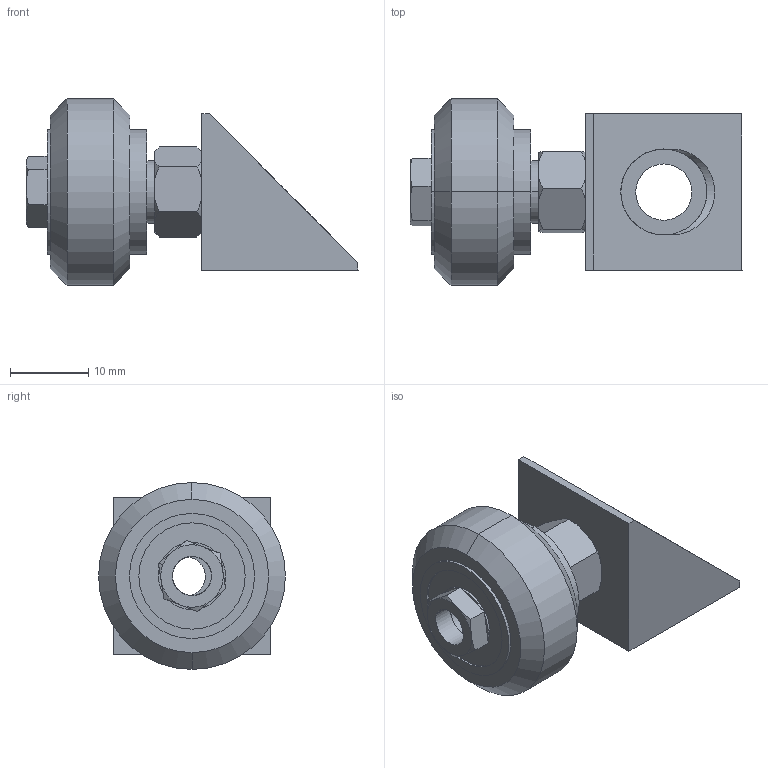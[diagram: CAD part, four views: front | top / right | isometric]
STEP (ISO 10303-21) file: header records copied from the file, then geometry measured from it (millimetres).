
FILE_DESCRIPTION(('FreeCAD Model'),'2;1');
FILE_NAME('Vwheel-Corner-Eccentric-ThinHex.step', '2020-08-12T23:18:01',('Author'),(''), 'Open CASCADE STEP processor 7.3','FreeCAD','Unknown');
FILE_SCHEMA(('AUTOMOTIVE_DESIGN { 1 0 10303 214 1 1 1 1 }'));
Length unit declared in the file: millimetre
Products named in the file (8): Xtreme_Solid_V_Wheel1_001; Precision_Shim_8_x_5_x_11_001; Precision_Shim_8_x_5_x_11_002; ThinHexNut-Modified_Nylon_Insert_Lock_Nut_M5_001; Black_Angle_Corner_Connector1_001; Ball_Bearing_5_x_16_x_51_002; Ball_Bearing_5_x_16_x_51_001; Eccentric_Spacer_6mm1_001
Bounding box: 42.47 x 23.9 x 23.9 mm (x, y, z)
Volume: 7770.2 mm3; surface area: 6143 mm2
Topology: 8 solids, 8 shells, 132 faces, 291 edges, 187 vertices
Faces by surface type: cylinder 60, plane 49, cone 23
Entity records: 9768 total; most frequent: CARTESIAN_POINT 3122, DIRECTION 1064, ORIENTED_EDGE 582, PCURVE 582, DEFINITIONAL_REPRESENTATION 582, LINE 482, VECTOR 482, EDGE_CURVE 291
